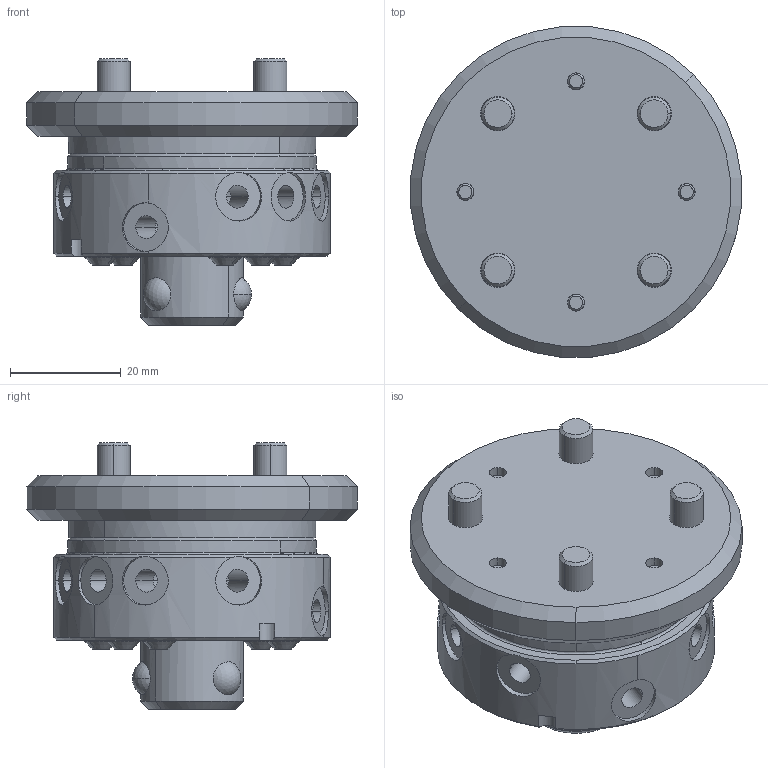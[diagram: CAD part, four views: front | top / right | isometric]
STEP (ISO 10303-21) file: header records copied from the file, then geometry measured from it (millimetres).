
FILE_DESCRIPTION(('CATIA V5 STEP Exchange'),'2;1');
FILE_NAME('SustavZaIzmjenuAlataPrazanGornji.stp','2023-04-18T15:12:34+00:00',('none'),('none'),'CATIA Version 5 Release 21 SP 6 (IN-10)','CATIA V5 STEP AP203','none');
FILE_SCHEMA(('CONFIG_CONTROL_DESIGN'));
Length unit declared in the file: millimetre
Products named in the file (2): SustavZaIzmjenuAlataPrazanGornji; SCHUNK-0302316 SWK-011-000-000, .catproduct
Assembly tree (7 placements, depth 3):
  SustavZaIzmjenuAlataPrazanGornji
    SCHUNK-0302316 SWK-011-000-000, .catproduct
      #65
    #11910
    #13091  x4
Bounding box: 59.77 x 59.77 x 48.2 mm (x, y, z)
Volume: 61843.3 mm3; surface area: 23939.2 mm2
Topology: 6 solids, 13 shells, 497 faces, 1097 edges, 656 vertices
Faces by surface type: cylinder 171, plane 157, cone 136, torus 28, sphere 5
Entity records: 14213 total; most frequent: CARTESIAN_POINT 7142, ORIENTED_EDGE 1658, DIRECTION 917, EDGE_CURVE 829, B_SPLINE_CURVE_WITH_KNOTS 658, VERTEX_POINT 527, AXIS2_PLACEMENT_3D 472, EDGE_LOOP 456
